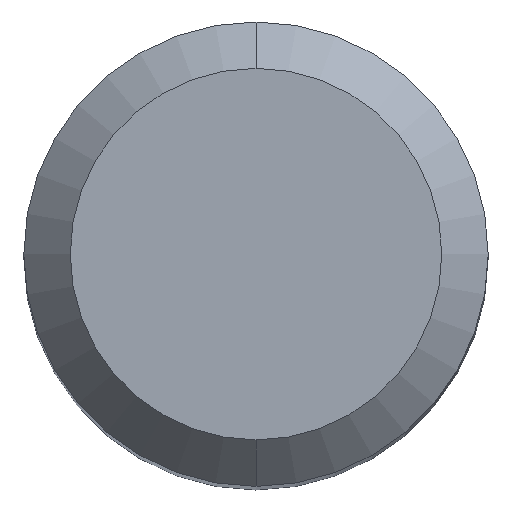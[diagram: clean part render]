
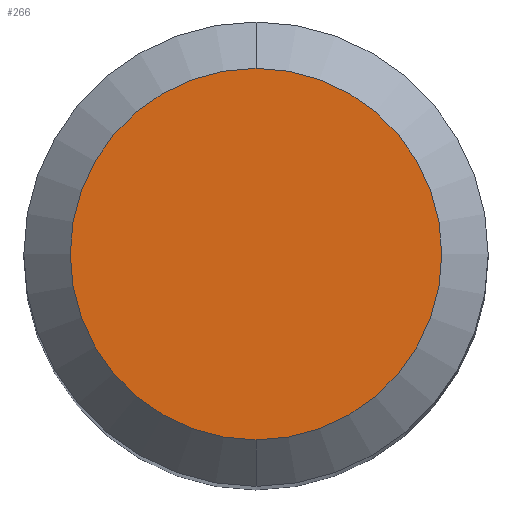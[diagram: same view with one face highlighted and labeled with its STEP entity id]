
A CAD part, top view. The second image highlights one B-rep face of the part: STEP entity #266.
In plain terms, the highlighted planar face has unit normal (0, 0, 1).
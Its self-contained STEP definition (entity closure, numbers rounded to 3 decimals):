
#19 = FACE_OUTER_BOUND ( 'NONE', #197, .T. ) ;
#33 = AXIS2_PLACEMENT_3D ( 'NONE', #207, #213, #237 ) ;
#44 = ORIENTED_EDGE ( 'NONE', *, *, #200, .T. ) ;
#71 = CARTESIAN_POINT ( 'NONE',  ( 0., 4.8, 83. ) ) ;
#120 = CIRCLE ( 'NONE', #294, 4.8 ) ;
#121 = CIRCLE ( 'NONE', #33, 4.8 ) ;
#132 = CARTESIAN_POINT ( 'NONE',  ( 0., 0., 83. ) ) ;
#138 = CARTESIAN_POINT ( 'NONE',  ( 0., -4.8, 83. ) ) ;
#173 = AXIS2_PLACEMENT_3D ( 'NONE', #314, #265, #284 ) ;
#186 = ORIENTED_EDGE ( 'NONE', *, *, #193, .T. ) ;
#193 = EDGE_CURVE ( 'NONE', #244, #293, #120, .T. ) ;
#197 = EDGE_LOOP ( 'NONE', ( #186, #44 ) ) ;
#200 = EDGE_CURVE ( 'NONE', #293, #244, #121, .T. ) ;
#207 = CARTESIAN_POINT ( 'NONE',  ( 0., 0., 83. ) ) ;
#213 = DIRECTION ( 'NONE',  ( 0., 0., 1. ) ) ;
#237 = DIRECTION ( 'NONE',  ( 0., -1., 0. ) ) ;
#244 = VERTEX_POINT ( 'NONE', #71 ) ;
#259 = DIRECTION ( 'NONE',  ( 0., 0., 1. ) ) ;
#265 = DIRECTION ( 'NONE',  ( 0., 0., 1. ) ) ;
#266 = ADVANCED_FACE ( 'NONE', ( #19 ), #339, .T. ) ;
#284 = DIRECTION ( 'NONE',  ( 0., -1., 0. ) ) ;
#287 = DIRECTION ( 'NONE',  ( 0., -1., 0. ) ) ;
#293 = VERTEX_POINT ( 'NONE', #138 ) ;
#294 = AXIS2_PLACEMENT_3D ( 'NONE', #132, #259, #287 ) ;
#314 = CARTESIAN_POINT ( 'NONE',  ( 0., 0., 83. ) ) ;
#339 = PLANE ( 'NONE',  #173 ) ;
